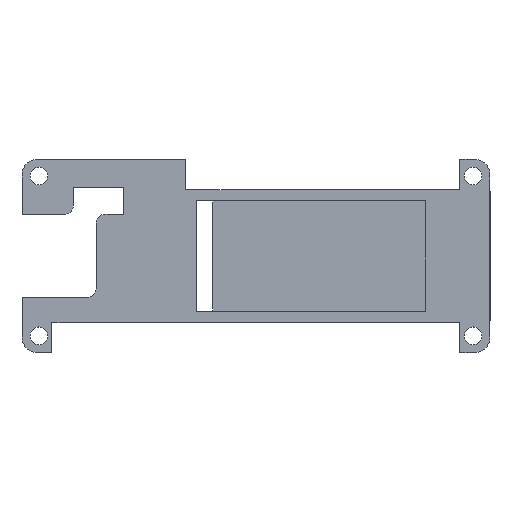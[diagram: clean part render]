
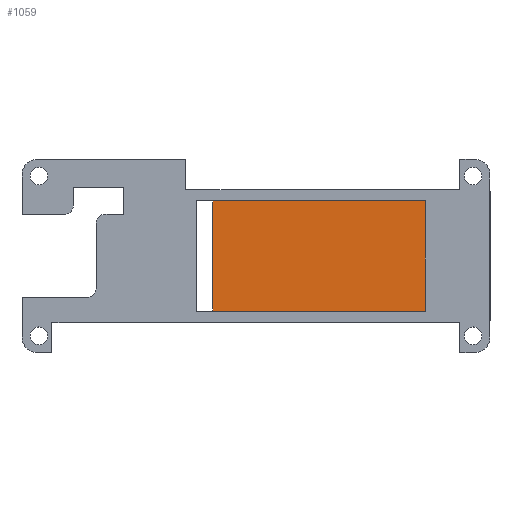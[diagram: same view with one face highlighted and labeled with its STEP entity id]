
A CAD part, top view. The second image highlights one B-rep face of the part: STEP entity #1059.
In plain terms, the highlighted planar face has unit normal (0, 0, 1).
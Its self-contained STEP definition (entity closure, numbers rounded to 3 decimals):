
#78=FACE_OUTER_BOUND('',#137,.T.);
#137=EDGE_LOOP('',(#767,#768,#769,#770,#771,#772));
#188=LINE('',#1503,#314);
#216=LINE('',#1583,#342);
#220=LINE('',#1590,#346);
#226=LINE('',#1601,#352);
#229=LINE('',#1606,#355);
#231=LINE('',#1609,#357);
#314=VECTOR('',#1207,10.);
#342=VECTOR('',#1261,10.);
#346=VECTOR('',#1267,10.);
#352=VECTOR('',#1277,10.);
#355=VECTOR('',#1282,10.);
#357=VECTOR('',#1286,10.);
#440=VERTEX_POINT('',#1501);
#441=VERTEX_POINT('',#1502);
#479=VERTEX_POINT('',#1581);
#480=VERTEX_POINT('',#1582);
#485=VERTEX_POINT('',#1600);
#486=VERTEX_POINT('',#1604);
#544=EDGE_CURVE('',#440,#441,#188,.T.);
#583=EDGE_CURVE('',#479,#480,#216,.T.);
#587=EDGE_CURVE('',#441,#479,#220,.T.);
#593=EDGE_CURVE('',#480,#485,#226,.T.);
#596=EDGE_CURVE('',#486,#440,#229,.T.);
#598=EDGE_CURVE('',#485,#486,#231,.T.);
#767=ORIENTED_EDGE('',*,*,#598,.F.);
#768=ORIENTED_EDGE('',*,*,#593,.F.);
#769=ORIENTED_EDGE('',*,*,#583,.F.);
#770=ORIENTED_EDGE('',*,*,#587,.F.);
#771=ORIENTED_EDGE('',*,*,#544,.F.);
#772=ORIENTED_EDGE('',*,*,#596,.F.);
#1020=PLANE('',#1138);
#1059=ADVANCED_FACE('',(#78),#1020,.F.);
#1138=AXIS2_PLACEMENT_3D('',#1610,#1287,#1288);
#1207=DIRECTION('',(0.,1.,0.));
#1261=DIRECTION('',(0.,1.,0.));
#1267=DIRECTION('',(0.,1.,0.));
#1277=DIRECTION('',(1.,0.,0.));
#1282=DIRECTION('',(-1.,0.,0.));
#1286=DIRECTION('',(0.,-1.,0.));
#1287=DIRECTION('center_axis',(0.,0.,-1.));
#1288=DIRECTION('ref_axis',(-1.,0.,0.));
#1501=CARTESIAN_POINT('',(21.528,-6.265,2.5));
#1502=CARTESIAN_POINT('',(21.528,-5.95,2.5));
#1503=CARTESIAN_POINT('',(21.528,6.265,2.5));
#1581=CARTESIAN_POINT('',(21.528,6.05,2.5));
#1582=CARTESIAN_POINT('',(21.528,6.265,2.5));
#1583=CARTESIAN_POINT('',(21.528,6.265,2.5));
#1590=CARTESIAN_POINT('',(21.528,6.265,2.5));
#1600=CARTESIAN_POINT('',(45.528,6.265,2.5));
#1601=CARTESIAN_POINT('',(45.528,6.265,2.5));
#1604=CARTESIAN_POINT('',(45.528,-6.265,2.5));
#1606=CARTESIAN_POINT('',(21.528,-6.265,2.5));
#1609=CARTESIAN_POINT('',(45.528,-6.265,2.5));
#1610=CARTESIAN_POINT('Origin',(26.416,0.,2.5));
